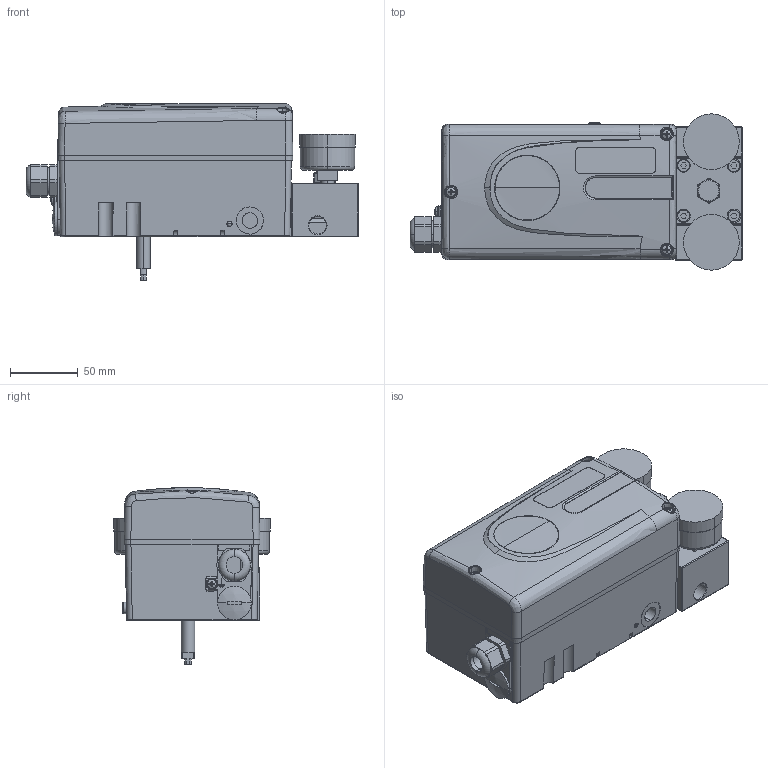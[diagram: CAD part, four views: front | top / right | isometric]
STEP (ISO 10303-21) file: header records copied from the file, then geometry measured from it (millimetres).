
FILE_DESCRIPTION (( 'STEP AP214' ), '1' );
FILE_NAME ('D20_std med DA block + 2 gauger_140813.STEP', '2014-09-29T13:09:56', ( '' ), ( '' ), 'SwSTEP 2.0', 'SolidWorks 2014', '' );
FILE_SCHEMA (( 'AUTOMOTIVE_DESIGN' ));
Length unit declared in the file: millimetre
Products named in the file (1): D20_std med DA block + 2 gauger_140813
Bounding box: 244.35 x 115 x 129.97 mm (x, y, z)
Volume: 619031.7 mm3; surface area: 284172.1 mm2
Topology: 33 solids, 33 shells, 1968 faces, 5005 edges, 3173 vertices
Faces by surface type: plane 848, cylinder 503, cone 444, torus 74, bspline 69, sphere 30
Entity records: 77162 total; most frequent: CARTESIAN_POINT 30536, ORIENTED_EDGE 9840, DIRECTION 8847, EDGE_CURVE 4920, AXIS2_PLACEMENT_3D 3201, VERTEX_POINT 3168, VECTOR 2445, LINE 2445
